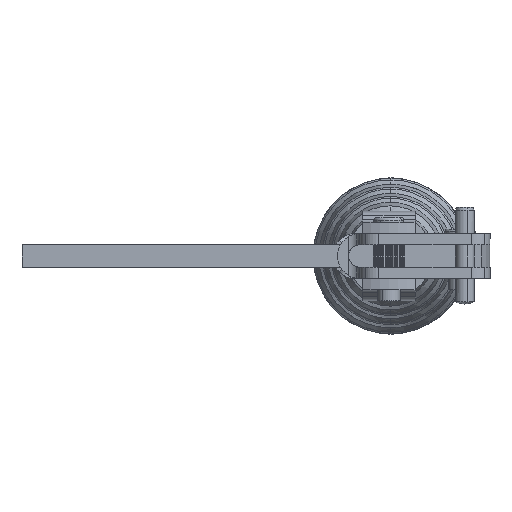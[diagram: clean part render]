
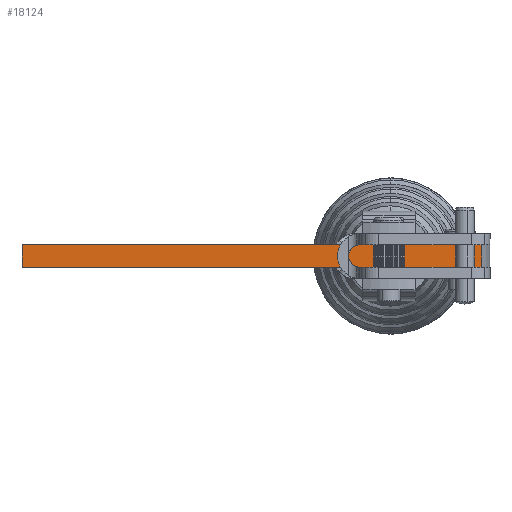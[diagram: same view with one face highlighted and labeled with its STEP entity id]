
A CAD part, front view. The second image highlights one B-rep face of the part: STEP entity #18124.
In plain terms, the highlighted planar face has unit normal (0, -1, 0).
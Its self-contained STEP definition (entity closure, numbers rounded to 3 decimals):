
#5501=CARTESIAN_POINT('',(16.544,-24.61,-79.268));
#5502=VERTEX_POINT('',#5501);
#5535=CARTESIAN_POINT('',(16.544,-24.61,-85.268));
#5536=VERTEX_POINT('',#5535);
#15909=CARTESIAN_POINT('',(37.185,-24.61,-79.268));
#15910=VERTEX_POINT('',#15909);
#15962=CARTESIAN_POINT('',(16.544,-24.61,-79.268));
#15963=DIRECTION('',(1.0,0.0,0.0));
#15964=VECTOR('',#15963,20.641);
#15965=LINE('',#15962,#15964);
#15966=EDGE_CURVE('',#5502,#15910,#15965,.T.);
#18054=CARTESIAN_POINT('',(-85.671,-24.61,-79.268));
#18055=VERTEX_POINT('',#18054);
#18072=CARTESIAN_POINT('',(-85.671,-24.61,-85.268));
#18073=VERTEX_POINT('',#18072);
#18080=CARTESIAN_POINT('',(-85.671,-24.61,-85.268));
#18081=DIRECTION('',(0.0,0.0,1.0));
#18082=VECTOR('',#18081,6.0);
#18083=LINE('',#18080,#18082);
#18084=EDGE_CURVE('',#18073,#18055,#18083,.T.);
#18089=CARTESIAN_POINT('',(39.329,-24.61,-85.268));
#18090=DIRECTION('',(0.0,-1.0,0.0));
#18091=DIRECTION('',(0.0,0.0,-1.0));
#18092=AXIS2_PLACEMENT_3D('',#18089,#18090,#18091);
#18093=PLANE('',#18092);
#18094=CARTESIAN_POINT('',(37.185,-24.61,-85.268));
#18095=VERTEX_POINT('',#18094);
#18096=CARTESIAN_POINT('',(37.185,-24.61,-85.268));
#18097=DIRECTION('',(0.0,0.0,1.0));
#18098=VECTOR('',#18097,6.);
#18099=LINE('',#18096,#18098);
#18100=EDGE_CURVE('',#18095,#15910,#18099,.T.);
#18101=ORIENTED_EDGE('',*,*,#18100,.T.);
#18102=ORIENTED_EDGE('',*,*,#15966,.F.);
#18103=CARTESIAN_POINT('',(16.544,-24.61,-79.268));
#18104=DIRECTION('',(-1.0,0.0,0.0));
#18105=VECTOR('',#18104,102.215);
#18106=LINE('',#18103,#18105);
#18107=EDGE_CURVE('',#5502,#18055,#18106,.T.);
#18108=ORIENTED_EDGE('',*,*,#18107,.T.);
#18109=ORIENTED_EDGE('',*,*,#18084,.F.);
#18110=CARTESIAN_POINT('',(-85.671,-24.61,-85.268));
#18111=DIRECTION('',(1.0,0.0,0.0));
#18112=VECTOR('',#18111,102.215);
#18113=LINE('',#18110,#18112);
#18114=EDGE_CURVE('',#18073,#5536,#18113,.T.);
#18115=ORIENTED_EDGE('',*,*,#18114,.T.);
#18116=CARTESIAN_POINT('',(37.185,-24.61,-85.268));
#18117=DIRECTION('',(-1.0,0.0,0.0));
#18118=VECTOR('',#18117,20.641);
#18119=LINE('',#18116,#18118);
#18120=EDGE_CURVE('',#18095,#5536,#18119,.T.);
#18121=ORIENTED_EDGE('',*,*,#18120,.F.);
#18122=EDGE_LOOP('',(#18101,#18102,#18108,#18109,#18115,#18121));
#18123=FACE_OUTER_BOUND('',#18122,.T.);
#18124=ADVANCED_FACE('',(#18123),#18093,.T.);
